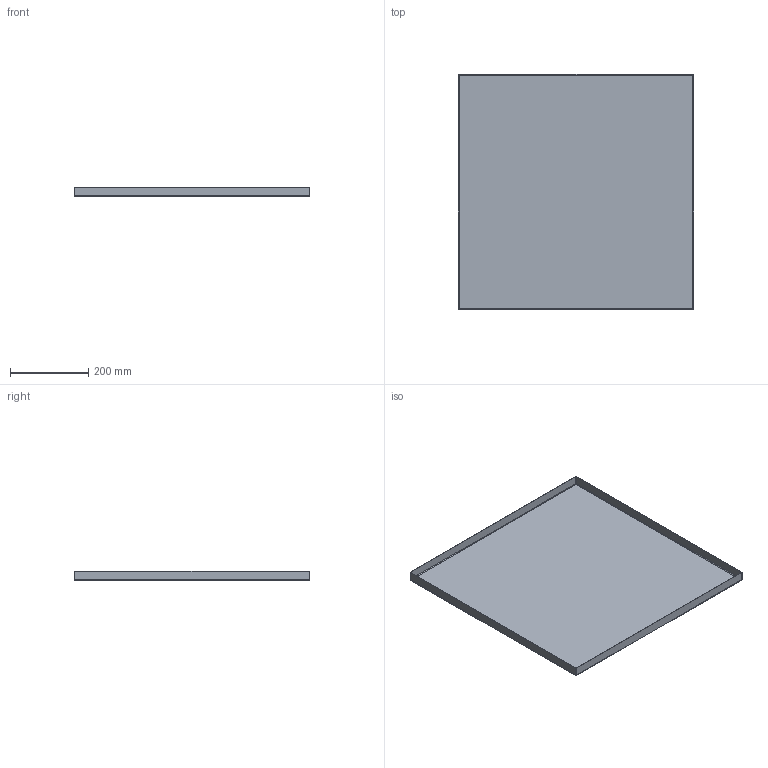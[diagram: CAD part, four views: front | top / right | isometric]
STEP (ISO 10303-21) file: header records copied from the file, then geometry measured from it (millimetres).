
FILE_DESCRIPTION(/* description */ ('STEP AP214'),/* implementation_level */ '2;1');
FILE_NAME(/* name */ '68cfc7c5b8c25381e7726da2',/* time_stamp */ '2025-09-21T09:39:18Z',/* author */ (''),/* organization */ (''),/* preprocessor_version */ 'ST-DEVELOPER v20',/* originating_system */ 'ONSHAPE BY PTC INC, 1.204',/* authorisation */ ' ');
FILE_SCHEMA (('AUTOMOTIVE_DESIGN {1 0 10303 214 3 1 1}'));
Length unit declared in the file: metre
Products named in the file (1): Part 1
Bounding box: 600 x 600 x 25 mm (x, y, z)
Volume: 620601.4 mm3; surface area: 831370.2 mm2
Topology: 1 solids, 1 shells, 46 faces, 100 edges, 56 vertices
Faces by surface type: plane 38, cylinder 8
Entity records: 1234 total; most frequent: DIRECTION 210, CARTESIAN_POINT 203, ORIENTED_EDGE 200, EDGE_CURVE 100, LINE 84, VECTOR 84, AXIS2_PLACEMENT_3D 63, VERTEX_POINT 56
